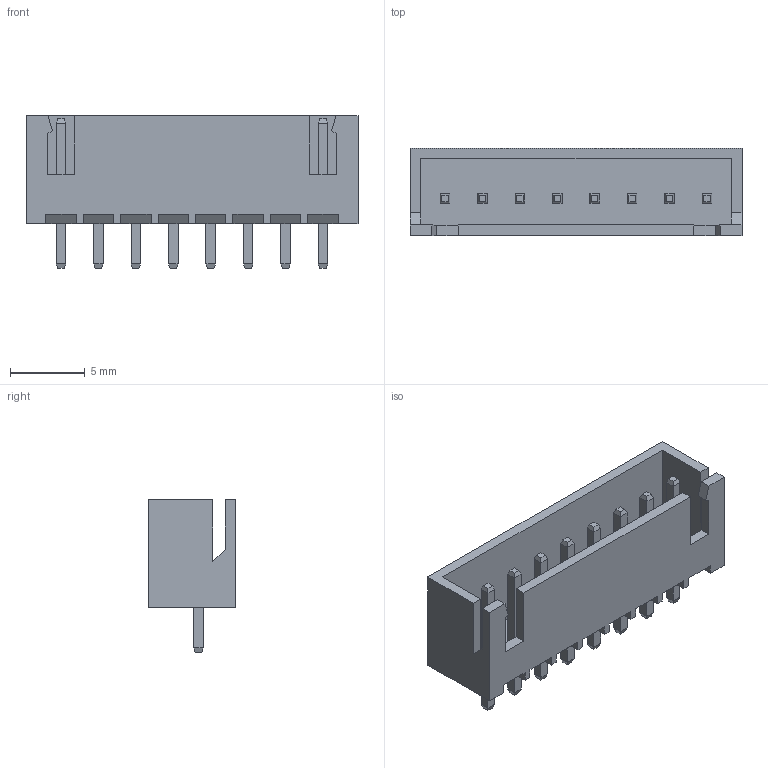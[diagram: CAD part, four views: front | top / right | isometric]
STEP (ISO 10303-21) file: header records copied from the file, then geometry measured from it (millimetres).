
FILE_DESCRIPTION (( 'STEP AP214' ), '1' );
FILE_NAME ('JST-XH-8PIN_V.STEP', '2022-07-09T11:43:08', ( '' ), ( '' ), 'SwSTEP 2.0', 'SolidWorks 2021', '' );
FILE_SCHEMA (( 'AUTOMOTIVE_DESIGN' ));
Length unit declared in the file: millimetre
Products named in the file (1): JST-XH-8PIN_V
Bounding box: 22.17 x 5.84 x 10.21 mm (x, y, z)
Volume: 327.2 mm3; surface area: 1168.7 mm2
Topology: 1 solids, 21 shells, 404 faces, 966 edges, 612 vertices
Faces by surface type: plane 361, bspline 43
Entity records: 14846 total; most frequent: CARTESIAN_POINT 3670, ORIENTED_EDGE 1932, DIRECTION 1410, EDGE_CURVE 966, LINE 686, VECTOR 686, VERTEX_POINT 612, EDGE_LOOP 424
